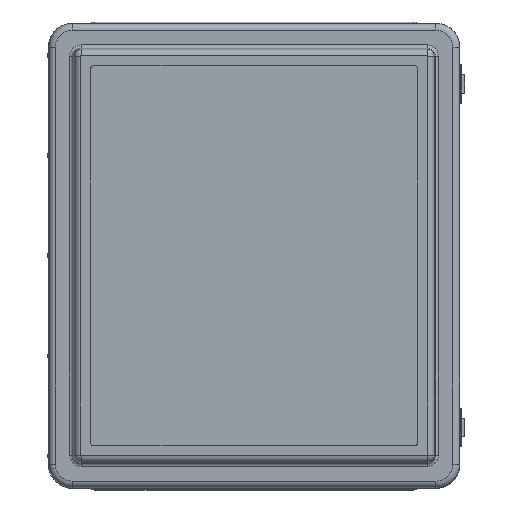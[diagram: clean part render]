
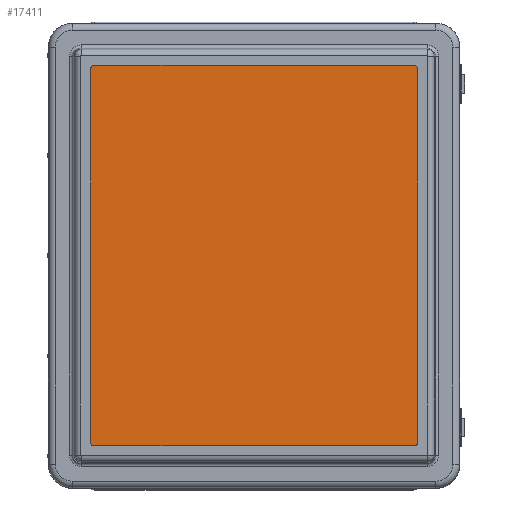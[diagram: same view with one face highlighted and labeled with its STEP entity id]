
A CAD part, top view. The second image highlights one B-rep face of the part: STEP entity #17411.
In plain terms, the highlighted planar face has unit normal (0, 0, 1).
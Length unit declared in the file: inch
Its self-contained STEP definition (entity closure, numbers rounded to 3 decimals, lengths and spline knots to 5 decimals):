
#1495=LINE($,#30379,#2836);
#1498=LINE($,#30387,#2839);
#1501=LINE($,#30395,#2842);
#1503=LINE($,#30401,#2844);
#2836=VECTOR($,#23551,14.);
#2839=VECTOR($,#23560,12.);
#2842=VECTOR($,#23569,14.);
#2844=VECTOR($,#23577,12.);
#3502=PLANE($,#19164);
#5202=FACE_OUTER_BOUND($,#6519,.T.);
#6519=EDGE_LOOP($,(#15322,#15323,#15324,#15325,#15326,#15327,#15328,#15329));
#7522=CIRCLE($,#19153,0.125);
#7523=CIRCLE($,#19156,0.125);
#7524=CIRCLE($,#19159,0.125);
#7525=CIRCLE($,#19162,0.125);
#8955=VERTEX_POINT($,#30371);
#8956=VERTEX_POINT($,#30373);
#8957=VERTEX_POINT($,#30377);
#8958=VERTEX_POINT($,#30381);
#8959=VERTEX_POINT($,#30385);
#8960=VERTEX_POINT($,#30389);
#8961=VERTEX_POINT($,#30393);
#8962=VERTEX_POINT($,#30397);
#11153=EDGE_CURVE($,#8955,#8956,#7522,.T.);
#11156=EDGE_CURVE($,#8957,#8955,#1495,.T.);
#11158=EDGE_CURVE($,#8958,#8957,#7523,.T.);
#11160=EDGE_CURVE($,#8959,#8958,#1498,.T.);
#11162=EDGE_CURVE($,#8960,#8959,#7524,.T.);
#11164=EDGE_CURVE($,#8961,#8960,#1501,.T.);
#11166=EDGE_CURVE($,#8962,#8961,#7525,.T.);
#11167=EDGE_CURVE($,#8956,#8962,#1503,.T.);
#15322=ORIENTED_EDGE($,*,*,#11167,.F.);
#15323=ORIENTED_EDGE($,*,*,#11153,.F.);
#15324=ORIENTED_EDGE($,*,*,#11156,.F.);
#15325=ORIENTED_EDGE($,*,*,#11158,.F.);
#15326=ORIENTED_EDGE($,*,*,#11160,.F.);
#15327=ORIENTED_EDGE($,*,*,#11162,.F.);
#15328=ORIENTED_EDGE($,*,*,#11164,.F.);
#15329=ORIENTED_EDGE($,*,*,#11166,.F.);
#17411=ADVANCED_FACE($,(#5202),#3502,.T.);
#19153=AXIS2_PLACEMENT_3D($,#30374,#23545,#23546);
#19156=AXIS2_PLACEMENT_3D($,#30383,#23555,#23556);
#19159=AXIS2_PLACEMENT_3D($,#30391,#23564,#23565);
#19162=AXIS2_PLACEMENT_3D($,#30399,#23573,#23574);
#19164=AXIS2_PLACEMENT_3D($,#30402,#23578,#23579);
#23545=DIRECTION('center_axis',(0.,0.,-1.));
#23546=DIRECTION('ref_axis',(0.,-1.,0.));
#23551=DIRECTION($,(0.,1.,0.));
#23555=DIRECTION('center_axis',(0.,0.,-1.));
#23556=DIRECTION('ref_axis',(1.,0.,0.));
#23560=DIRECTION($,(-1.,0.,0.));
#23564=DIRECTION('center_axis',(0.,0.,-1.));
#23565=DIRECTION('ref_axis',(0.,1.,0.));
#23569=DIRECTION($,(0.,-1.,0.));
#23573=DIRECTION('center_axis',(0.,0.,-1.));
#23574=DIRECTION('ref_axis',(-1.,0.,0.));
#23577=DIRECTION($,(1.,0.,0.));
#23578=DIRECTION('center_axis',(0.,0.,1.));
#23579=DIRECTION('ref_axis',(1.,0.,0.));
#30371=CARTESIAN_POINT('',(-6.125,7.,0.));
#30373=CARTESIAN_POINT('',(-6.,7.125,0.));
#30374=CARTESIAN_POINT('Origin',(-6.,7.,0.));
#30377=CARTESIAN_POINT('',(-6.125,-7.,0.));
#30379=CARTESIAN_POINT($,(-6.125,-7.,0.));
#30381=CARTESIAN_POINT('',(-6.,-7.125,0.));
#30383=CARTESIAN_POINT('Origin',(-6.,-7.,0.));
#30385=CARTESIAN_POINT('',(6.,-7.125,0.));
#30387=CARTESIAN_POINT($,(6.,-7.125,0.));
#30389=CARTESIAN_POINT('',(6.125,-7.,0.));
#30391=CARTESIAN_POINT('Origin',(6.,-7.,0.));
#30393=CARTESIAN_POINT('',(6.125,7.,0.));
#30395=CARTESIAN_POINT($,(6.125,7.,0.));
#30397=CARTESIAN_POINT('',(6.,7.125,0.));
#30399=CARTESIAN_POINT('Origin',(6.,7.,0.));
#30401=CARTESIAN_POINT($,(-6.,7.125,0.));
#30402=CARTESIAN_POINT('Origin',(0.,0.,0.));
